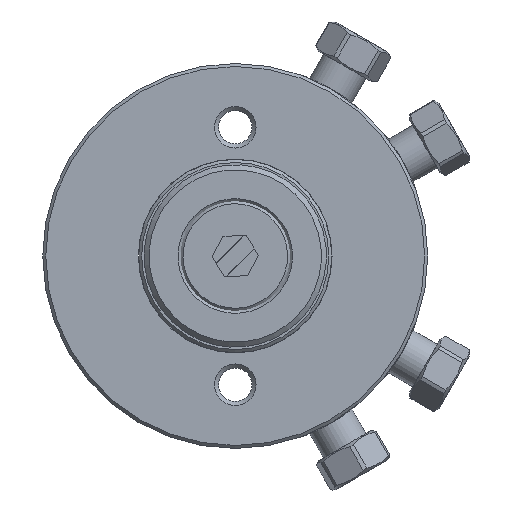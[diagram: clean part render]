
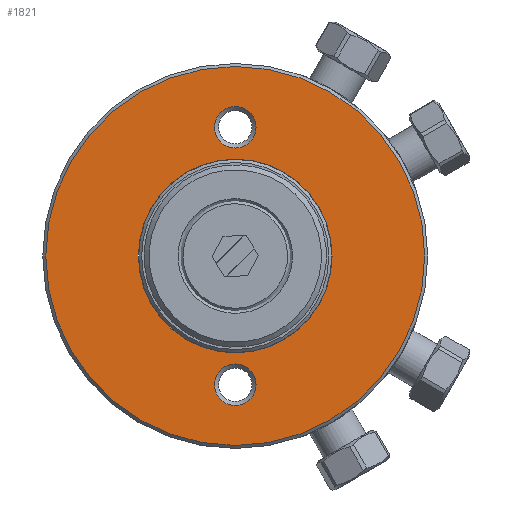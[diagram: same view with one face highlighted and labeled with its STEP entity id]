
A CAD part, left-side view. The second image highlights one B-rep face of the part: STEP entity #1821.
In plain terms, the highlighted planar face has unit normal (-1, 0, 0).
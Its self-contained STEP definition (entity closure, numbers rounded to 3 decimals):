
#858=CARTESIAN_POINT('',(6.35,0.,14.751));
#859=VERTEX_POINT('',#858);
#860=CARTESIAN_POINT('',(6.35,0.,12.7));
#861=DIRECTION('',(-1.0,0.0,0.0));
#862=DIRECTION('',(0.0,0.0,-1.0));
#863=AXIS2_PLACEMENT_3D('',#860,#861,#862);
#864=CIRCLE('',#863,2.051);
#865=EDGE_CURVE('',#859,#859,#864,.T.);
#886=CARTESIAN_POINT('',(6.35,0.,-10.649));
#887=VERTEX_POINT('',#886);
#888=CARTESIAN_POINT('',(6.35,0.,-12.7));
#889=DIRECTION('',(-1.0,0.0,0.0));
#890=DIRECTION('',(0.0,0.0,-1.0));
#891=AXIS2_PLACEMENT_3D('',#888,#889,#890);
#892=CIRCLE('',#891,2.051);
#893=EDGE_CURVE('',#887,#887,#892,.T.);
#1005=CARTESIAN_POINT('',(6.35,18.687,0.));
#1006=VERTEX_POINT('',#1005);
#1007=CARTESIAN_POINT('',(6.35,0.,0.0));
#1008=DIRECTION('',(1.0,0.0,0.0));
#1009=DIRECTION('',(0.0,-1.0,0.0));
#1010=AXIS2_PLACEMENT_3D('',#1007,#1008,#1009);
#1011=CIRCLE('',#1010,18.687);
#1012=EDGE_CURVE('',#1006,#1006,#1011,.T.);
#1796=CARTESIAN_POINT('',(6.35,14.256,0.0));
#1797=DIRECTION('',(-1.0,0.0,0.0));
#1798=DIRECTION('',(0.0,0.0,1.0));
#1799=AXIS2_PLACEMENT_3D('',#1796,#1797,#1798);
#1800=PLANE('',#1799);
#1801=ORIENTED_EDGE('',*,*,#1012,.F.);
#1802=EDGE_LOOP('',(#1801));
#1803=FACE_OUTER_BOUND('',#1802,.T.);
#1804=ORIENTED_EDGE('',*,*,#865,.F.);
#1805=EDGE_LOOP('',(#1804));
#1806=FACE_BOUND('',#1805,.T.);
#1807=CARTESIAN_POINT('',(6.35,9.55,0.));
#1808=VERTEX_POINT('',#1807);
#1809=CARTESIAN_POINT('',(6.35,0.,0.0));
#1810=DIRECTION('',(-1.0,0.0,0.0));
#1811=DIRECTION('',(0.0,-1.0,0.0));
#1812=AXIS2_PLACEMENT_3D('',#1809,#1810,#1811);
#1813=CIRCLE('',#1812,9.55);
#1814=EDGE_CURVE('',#1808,#1808,#1813,.T.);
#1815=ORIENTED_EDGE('',*,*,#1814,.F.);
#1816=EDGE_LOOP('',(#1815));
#1817=FACE_BOUND('',#1816,.T.);
#1818=ORIENTED_EDGE('',*,*,#893,.F.);
#1819=EDGE_LOOP('',(#1818));
#1820=FACE_BOUND('',#1819,.T.);
#1821=ADVANCED_FACE('',(#1803,#1806,#1817,#1820),#1800,.T.);
